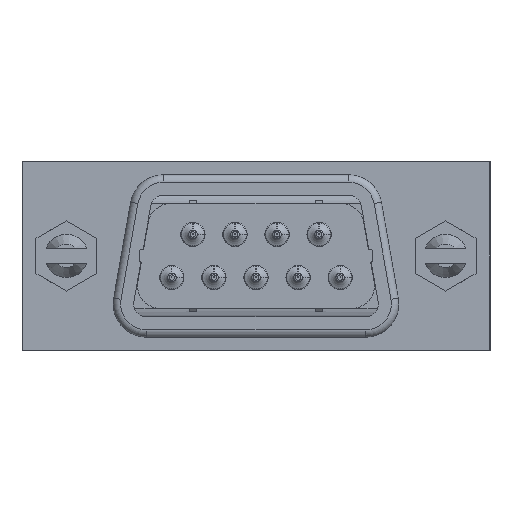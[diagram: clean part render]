
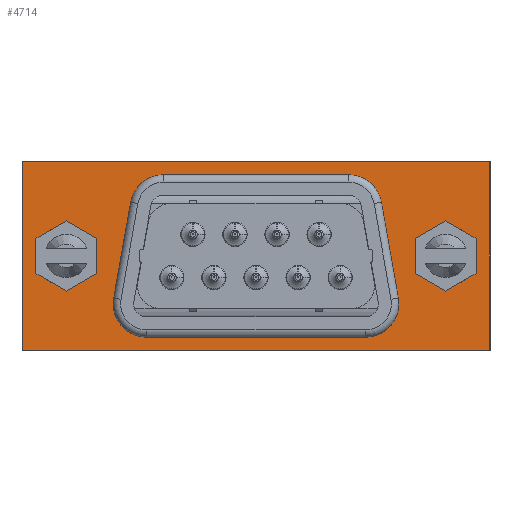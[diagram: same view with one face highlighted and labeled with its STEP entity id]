
A CAD part, front view. The second image highlights one B-rep face of the part: STEP entity #4714.
In plain terms, the highlighted planar face has unit normal (0, -1, 0).
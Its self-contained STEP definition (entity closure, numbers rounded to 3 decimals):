
#3700=CARTESIAN_POINT('',(23.6,3.05,-4.875));
#3701=VERTEX_POINT('',#3700);
#3708=CARTESIAN_POINT('',(19.6,3.05,-4.875));
#3709=VERTEX_POINT('',#3708);
#3710=CARTESIAN_POINT('',(21.6,3.05,-4.875));
#3711=DIRECTION('',(1.,0.,0.));
#3712=DIRECTION('',(0.,1.,0.));
#3713=AXIS2_PLACEMENT_3D('',#3710,#3712,#3711);
#3714=CIRCLE('',#3713,2.);
#3715=EDGE_CURVE('',#3701,#3709,#3714,.T.);
#3733=CARTESIAN_POINT('',(21.6,3.05,-4.875));
#3734=DIRECTION('',(-1.,0.,0.));
#3735=DIRECTION('',(0.,1.,0.));
#3736=AXIS2_PLACEMENT_3D('',#3733,#3735,#3734);
#3737=CIRCLE('',#3736,2.);
#3738=EDGE_CURVE('',#3709,#3701,#3737,.T.);
#3750=CARTESIAN_POINT('',(-1.4,3.05,-4.875));
#3751=VERTEX_POINT('',#3750);
#3758=CARTESIAN_POINT('',(-5.4,3.05,-4.875));
#3759=VERTEX_POINT('',#3758);
#3760=CARTESIAN_POINT('',(-3.4,3.05,-4.875));
#3761=DIRECTION('',(1.,0.,0.));
#3762=DIRECTION('',(0.,1.,0.));
#3763=AXIS2_PLACEMENT_3D('',#3760,#3762,#3761);
#3764=CIRCLE('',#3763,2.);
#3765=EDGE_CURVE('',#3751,#3759,#3764,.T.);
#3783=CARTESIAN_POINT('',(-3.4,3.05,-4.875));
#3784=DIRECTION('',(-1.,0.,0.));
#3785=DIRECTION('',(0.,1.,0.));
#3786=AXIS2_PLACEMENT_3D('',#3783,#3785,#3784);
#3787=CIRCLE('',#3786,2.);
#3788=EDGE_CURVE('',#3759,#3751,#3787,.T.);
#4597=CARTESIAN_POINT('',(9.1,3.05,-4.875));
#4598=DIRECTION('',(1.,0.,0.));
#4599=DIRECTION('',(0.,-1.,0.));
#4600=AXIS2_PLACEMENT_3D('',#4597,#4599,#4598);
#4601=PLANE('',#4600);
#4602=CARTESIAN_POINT('',(-6.25,3.05,-11.075));
#4603=VERTEX_POINT('',#4602);
#4604=CARTESIAN_POINT('',(24.45,3.05,-11.075));
#4605=VERTEX_POINT('',#4604);
#4606=CARTESIAN_POINT('',(-6.25,3.05,-11.075));
#4607=DIRECTION('',(1.,0.,0.));
#4608=VECTOR('',#4607,30.7);
#4609=LINE('',#4606,#4608);
#4610=EDGE_CURVE('',#4603,#4605,#4609,.T.);
#4611=ORIENTED_EDGE('',*,*,#4610,.T.);
#4612=CARTESIAN_POINT('',(24.45,3.05,1.325));
#4613=VERTEX_POINT('',#4612);
#4614=CARTESIAN_POINT('',(24.45,3.05,-11.075));
#4615=DIRECTION('',(0.,0.,1.));
#4616=VECTOR('',#4615,12.4);
#4617=LINE('',#4614,#4616);
#4618=EDGE_CURVE('',#4605,#4613,#4617,.T.);
#4619=ORIENTED_EDGE('',*,*,#4618,.T.);
#4620=CARTESIAN_POINT('',(-6.25,3.05,1.325));
#4621=VERTEX_POINT('',#4620);
#4622=CARTESIAN_POINT('',(24.45,3.05,1.325));
#4623=DIRECTION('',(-1.,0.,0.));
#4624=VECTOR('',#4623,30.7);
#4625=LINE('',#4622,#4624);
#4626=EDGE_CURVE('',#4613,#4621,#4625,.T.);
#4627=ORIENTED_EDGE('',*,*,#4626,.T.);
#4628=CARTESIAN_POINT('',(-6.25,3.05,-11.075));
#4629=DIRECTION('',(0.,0.,1.));
#4630=VECTOR('',#4629,12.4);
#4631=LINE('',#4628,#4630);
#4632=EDGE_CURVE('',#4603,#4621,#4631,.T.);
#4633=ORIENTED_EDGE('',*,*,#4632,.F.);
#4634=EDGE_LOOP('',(#4611,#4619,#4627,#4633));
#4635=FACE_OUTER_BOUND('',#4634,.T.);
#4636=ORIENTED_EDGE('',*,*,#3715,.T.);
#4637=ORIENTED_EDGE('',*,*,#3738,.T.);
#4638=EDGE_LOOP('',(#4636,#4637));
#4639=FACE_BOUND('',#4638,.T.);
#4640=ORIENTED_EDGE('',*,*,#3765,.T.);
#4641=ORIENTED_EDGE('',*,*,#3788,.T.);
#4642=EDGE_LOOP('',(#4640,#4641));
#4643=FACE_BOUND('',#4642,.T.);
#4644=CARTESIAN_POINT('',(15.189,3.05,0.475));
#4645=VERTEX_POINT('',#4644);
#4646=CARTESIAN_POINT('',(3.011,3.05,0.475));
#4647=VERTEX_POINT('',#4646);
#4648=CARTESIAN_POINT('',(15.189,3.05,0.475));
#4649=DIRECTION('',(-1.,0.,0.));
#4650=VECTOR('',#4649,12.178);
#4651=LINE('',#4648,#4650);
#4652=EDGE_CURVE('',#4645,#4647,#4651,.T.);
#4653=ORIENTED_EDGE('',*,*,#4652,.F.);
#4654=CARTESIAN_POINT('',(17.356,3.05,-1.343));
#4655=VERTEX_POINT('',#4654);
#4656=CARTESIAN_POINT('',(15.189,3.05,-1.725));
#4657=DIRECTION('',(0.985,0.,0.174));
#4658=DIRECTION('',(0.,-1.,0.));
#4659=AXIS2_PLACEMENT_3D('',#4656,#4658,#4657);
#4660=CIRCLE('',#4659,2.2);
#4661=EDGE_CURVE('',#4655,#4645,#4660,.T.);
#4662=ORIENTED_EDGE('',*,*,#4661,.F.);
#4663=CARTESIAN_POINT('',(18.467,3.05,-7.643));
#4664=VERTEX_POINT('',#4663);
#4665=CARTESIAN_POINT('',(18.467,3.05,-7.643));
#4666=DIRECTION('',(-0.174,0.,0.985));
#4667=VECTOR('',#4666,6.397);
#4668=LINE('',#4665,#4667);
#4669=EDGE_CURVE('',#4664,#4655,#4668,.T.);
#4670=ORIENTED_EDGE('',*,*,#4669,.F.);
#4671=CARTESIAN_POINT('',(16.3,3.05,-10.225));
#4672=VERTEX_POINT('',#4671);
#4673=CARTESIAN_POINT('',(16.3,3.05,-8.025));
#4674=DIRECTION('',(0.,0.,-1.));
#4675=DIRECTION('',(0.,-1.,0.));
#4676=AXIS2_PLACEMENT_3D('',#4673,#4675,#4674);
#4677=CIRCLE('',#4676,2.2);
#4678=EDGE_CURVE('',#4672,#4664,#4677,.T.);
#4679=ORIENTED_EDGE('',*,*,#4678,.F.);
#4680=CARTESIAN_POINT('',(1.9,3.05,-10.225));
#4681=VERTEX_POINT('',#4680);
#4682=CARTESIAN_POINT('',(1.9,3.05,-10.225));
#4683=DIRECTION('',(1.,0.,0.));
#4684=VECTOR('',#4683,14.4);
#4685=LINE('',#4682,#4684);
#4686=EDGE_CURVE('',#4681,#4672,#4685,.T.);
#4687=ORIENTED_EDGE('',*,*,#4686,.F.);
#4688=CARTESIAN_POINT('',(-0.266,3.05,-7.643));
#4689=VERTEX_POINT('',#4688);
#4690=CARTESIAN_POINT('',(1.9,3.05,-8.025));
#4691=DIRECTION('',(-0.985,0.,0.174));
#4692=DIRECTION('',(0.,-1.,0.));
#4693=AXIS2_PLACEMENT_3D('',#4690,#4692,#4691);
#4694=CIRCLE('',#4693,2.2);
#4695=EDGE_CURVE('',#4689,#4681,#4694,.T.);
#4696=ORIENTED_EDGE('',*,*,#4695,.F.);
#4697=CARTESIAN_POINT('',(0.844,3.05,-1.343));
#4698=VERTEX_POINT('',#4697);
#4699=CARTESIAN_POINT('',(0.844,3.05,-1.343));
#4700=DIRECTION('',(-0.174,0.,-0.985));
#4701=VECTOR('',#4700,6.397);
#4702=LINE('',#4699,#4701);
#4703=EDGE_CURVE('',#4698,#4689,#4702,.T.);
#4704=ORIENTED_EDGE('',*,*,#4703,.F.);
#4705=CARTESIAN_POINT('',(3.011,3.05,-1.725));
#4706=DIRECTION('',(0.,0.,1.));
#4707=DIRECTION('',(0.,-1.,0.));
#4708=AXIS2_PLACEMENT_3D('',#4705,#4707,#4706);
#4709=CIRCLE('',#4708,2.2);
#4710=EDGE_CURVE('',#4647,#4698,#4709,.T.);
#4711=ORIENTED_EDGE('',*,*,#4710,.F.);
#4712=EDGE_LOOP('',(#4653,#4662,#4670,#4679,#4687,#4696,#4704,#4711));
#4713=FACE_BOUND('',#4712,.T.);
#4714=ADVANCED_FACE('',(#4635,#4639,#4643,#4713),#4601,.T.);
